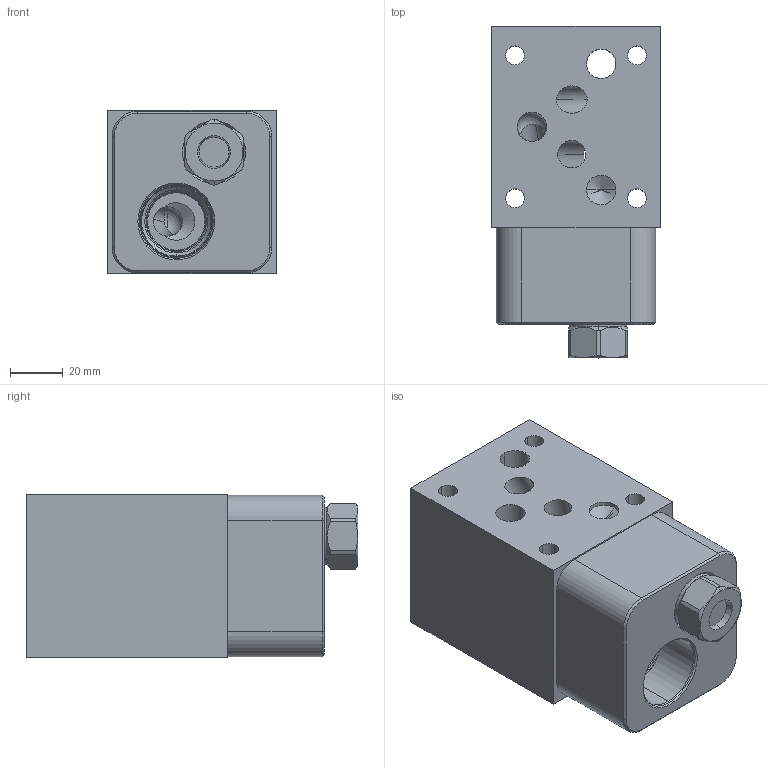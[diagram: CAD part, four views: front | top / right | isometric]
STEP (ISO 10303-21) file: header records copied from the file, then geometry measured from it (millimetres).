
FILE_DESCRIPTION((''),'2;1');
FILE_NAME('CBJ_ASM','2020-09-06T',('ProEService'),(''),'PRO/ENGINEER BY PARAMETRIC TECHNOLOGY CORPORATION, 2014200','PRO/ENGINEER BY PARAMETRIC TECHNOLOGY CORPORATION, 2014200','');
FILE_SCHEMA(('CONFIG_CONTROL_DESIGN'));
Length unit declared in the file: inch
Products named in the file (5): 151-119; CSABAXN; 500-001-014; 700-001; CBJ_ASM
Assembly tree (4 placements, depth 2):
  CBJ_ASM
    151-119
    CSABAXN
    500-001-014
    700-001
Bounding box: 63.5 x 125.4 x 61.93 mm (x, y, z)
Volume: 370570.1 mm3; surface area: 65335.9 mm2
Topology: 4 solids, 7 shells, 318 faces, 1040 edges, 856 vertices
Faces by surface type: cylinder 142, cone 74, plane 52, torus 32, revolution 10, sphere 8
Entity records: 13773 total; most frequent: CARTESIAN_POINT 4723, DIRECTION 1940, ORIENTED_EDGE 1494, EDGE_CURVE 747, AXIS2_PLACEMENT_3D 694, VECTOR 542, LINE 542, VERTEX_POINT 456
